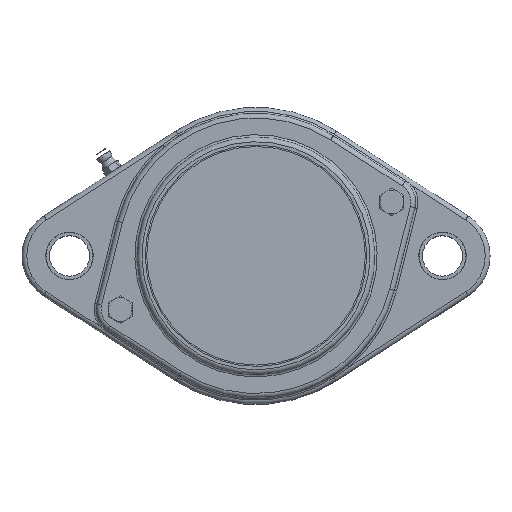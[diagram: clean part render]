
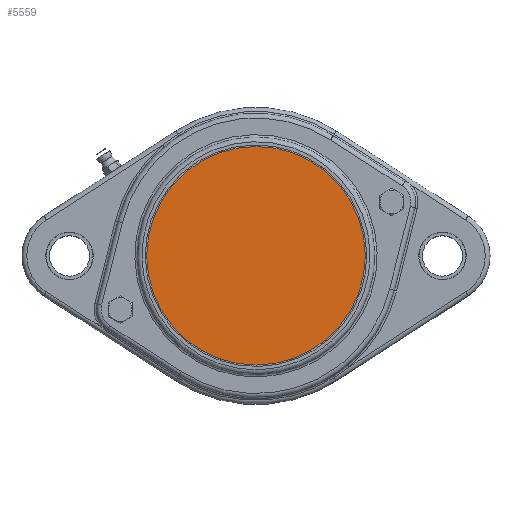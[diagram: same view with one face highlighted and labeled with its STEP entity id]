
A CAD part, top view. The second image highlights one B-rep face of the part: STEP entity #5559.
In plain terms, the highlighted planar face has unit normal (0, 0, 1).
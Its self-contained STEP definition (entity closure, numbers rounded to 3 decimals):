
#351=PLANE('',#5975);
#502=FACE_OUTER_BOUND('',#864,.T.);
#864=EDGE_LOOP('',(#3655));
#1874=CIRCLE('',#5973,46.);
#2280=VERTEX_POINT('',#8610);
#2796=EDGE_CURVE('',#2280,#2280,#1874,.T.);
#3655=ORIENTED_EDGE('',*,*,#2796,.F.);
#5559=ADVANCED_FACE('',(#502),#351,.T.);
#5973=AXIS2_PLACEMENT_3D('',#8611,#6806,#6807);
#5975=AXIS2_PLACEMENT_3D('',#8615,#6811,#6812);
#6806=DIRECTION('center_axis',(0.,0.,
-1.));
#6807=DIRECTION('ref_axis',(-1.,0.,0.));
#6811=DIRECTION('center_axis',(0.,0.,
1.));
#6812=DIRECTION('ref_axis',(-1.,0.,0.));
#8610=CARTESIAN_POINT('',(1.16,15.13,68.104));
#8611=CARTESIAN_POINT('Origin',(-44.84,15.13,68.104));
#8615=CARTESIAN_POINT('Origin',(-44.84,15.13,68.104));
